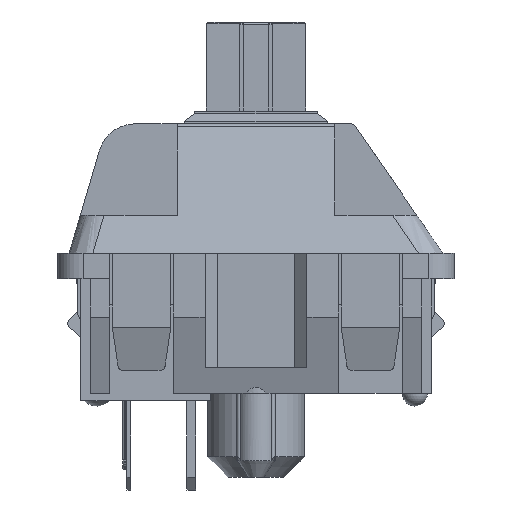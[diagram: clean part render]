
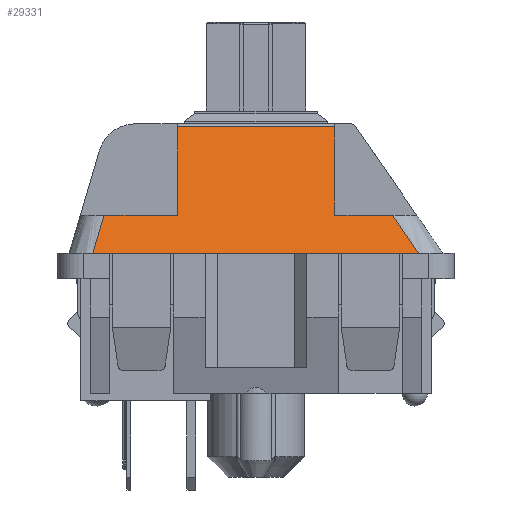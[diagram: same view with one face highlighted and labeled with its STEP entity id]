
A CAD part, left-side view. The second image highlights one B-rep face of the part: STEP entity #29331.
In plain terms, the highlighted free-form (B-spline) face has degree [1, 1] with [2, 2] control points.
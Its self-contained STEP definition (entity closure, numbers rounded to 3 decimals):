
#27199 = VERTEX_POINT('',#27200);
#27200 = CARTESIAN_POINT('',(-7.35,6.42,0.));
#27230 = EDGE_CURVE('',#27199,#27231,#27233,.T.);
#27231 = VERTEX_POINT('',#27232);
#27232 = CARTESIAN_POINT('',(-7.35,-6.398,0.));
#27233 = LINE('',#27234,#27235);
#27234 = CARTESIAN_POINT('',(-7.35,7.35,0.));
#27235 = VECTOR('',#27236,1.);
#27236 = DIRECTION('',(0.,-1.,0.));
#27963 = VERTEX_POINT('',#27964);
#27964 = CARTESIAN_POINT('',(-6.732,5.978,1.5));
#27994 = EDGE_CURVE('',#27963,#27199,#27995,.T.);
#27995 = B_SPLINE_CURVE_WITH_KNOTS('',3,(#27996,#27997,#27998,#27999,
    #28000,#28001,#28002,#28003),.UNSPECIFIED.,.F.,.F.,(4,2,2,4),(
    -0.458,-0.355,1.437,1.54),
  .UNSPECIFIED.);
#27996 = CARTESIAN_POINT('',(-6.654,5.922,
    1.69));
#27997 = CARTESIAN_POINT('',(-6.667,5.931,
    1.66));
#27998 = CARTESIAN_POINT('',(-6.679,5.94,
    1.629));
#27999 = CARTESIAN_POINT('',(-6.911,6.106,
    1.066));
#28000 = CARTESIAN_POINT('',(-7.131,6.263,
    0.533));
#28001 = CARTESIAN_POINT('',(-7.363,6.429,-0.031));
#28002 = CARTESIAN_POINT('',(-7.375,6.438,-0.061));
#28003 = CARTESIAN_POINT('',(-7.388,6.447,-0.092));
#28166 = VERTEX_POINT('',#28167);
#28167 = CARTESIAN_POINT('',(-6.732,3.1,1.5));
#28173 = EDGE_CURVE('',#27963,#28166,#28174,.T.);
#28174 = B_SPLINE_CURVE_WITH_KNOTS('',1,(#28175,#28176),.UNSPECIFIED.,
  .F.,.F.,(2,2),(0.,1.),.PIECEWISE_BEZIER_KNOTS.);
#28175 = CARTESIAN_POINT('',(-6.732,6.909,1.5));
#28176 = CARTESIAN_POINT('',(-6.732,3.1,1.5));
#29263 = VERTEX_POINT('',#29264);
#29264 = CARTESIAN_POINT('',(-6.732,-5.369,1.5));
#29296 = EDGE_CURVE('',#29263,#27231,#29297,.T.);
#29297 = B_SPLINE_CURVE_WITH_KNOTS('',3,(#29298,#29299,#29300,#29301,
    #29302,#29303,#29304,#29305),.UNSPECIFIED.,.F.,.F.,(4,2,2,4),(
    -0.627,-0.51,1.648,1.766),
  .UNSPECIFIED.);
#29298 = CARTESIAN_POINT('',(-6.695,-5.306,1.592));
#29299 = CARTESIAN_POINT('',(-6.707,-5.327,1.561));
#29300 = CARTESIAN_POINT('',(-6.72,-5.348,1.531));
#29301 = CARTESIAN_POINT('',(-6.964,-5.755,
    0.938));
#29302 = CARTESIAN_POINT('',(-7.195,-6.14,
    0.377));
#29303 = CARTESIAN_POINT('',(-7.439,-6.546,
    -0.216));
#29304 = CARTESIAN_POINT('',(-7.451,-6.567,
    -0.246));
#29305 = CARTESIAN_POINT('',(-7.464,-6.588,
    -0.277));
#29331 = ADVANCED_FACE('',(#29332),#29395,.T.);
#29332 = FACE_BOUND('',#29333,.T.);
#29333 = EDGE_LOOP('',(#29334,#29335,#29336,#29337,#29338,#29345,#29368,
    #29378));
#29334 = ORIENTED_EDGE('',*,*,#28173,.F.);
#29335 = ORIENTED_EDGE('',*,*,#27994,.T.);
#29336 = ORIENTED_EDGE('',*,*,#27230,.T.);
#29337 = ORIENTED_EDGE('',*,*,#29296,.F.);
#29338 = ORIENTED_EDGE('',*,*,#29339,.F.);
#29339 = EDGE_CURVE('',#29340,#29263,#29342,.T.);
#29340 = VERTEX_POINT('',#29341);
#29341 = CARTESIAN_POINT('',(-6.732,-3.1,1.5));
#29342 = B_SPLINE_CURVE_WITH_KNOTS('',1,(#29343,#29344),.UNSPECIFIED.,
  .F.,.F.,(2,2),(0.,1.),.PIECEWISE_BEZIER_KNOTS.);
#29343 = CARTESIAN_POINT('',(-6.732,-3.1,1.5));
#29344 = CARTESIAN_POINT('',(-6.732,-6.321,1.5));
#29345 = ORIENTED_EDGE('',*,*,#29346,.F.);
#29346 = EDGE_CURVE('',#29347,#29340,#29349,.T.);
#29347 = VERTEX_POINT('',#29348);
#29348 = CARTESIAN_POINT('',(-5.301,-3.1,
    4.976));
#29349 = B_SPLINE_CURVE_WITH_KNOTS('',5,(#29350,#29351,#29352,#29353,
    #29354,#29355,#29356,#29357,#29358,#29359,#29360,#29361,#29362,
    #29363,#29364,#29365,#29366,#29367),.UNSPECIFIED.,.F.,.F.,(6,4,4,4,6
    ),(0.,0.273,0.525,0.767,1.),
  .UNSPECIFIED.);
#29350 = CARTESIAN_POINT('',(-5.25,-3.1,5.1));
#29351 = CARTESIAN_POINT('',(-5.351,-3.1,4.855));
#29352 = CARTESIAN_POINT('',(-5.454,-3.1,4.605));
#29353 = CARTESIAN_POINT('',(-5.56,-3.1,4.348));
#29354 = CARTESIAN_POINT('',(-5.667,-3.1,4.086));
#29355 = CARTESIAN_POINT('',(-5.879,-3.1,3.572));
#29356 = CARTESIAN_POINT('',(-5.983,-3.1,3.32));
#29357 = CARTESIAN_POINT('',(-6.088,-3.1,3.065));
#29358 = CARTESIAN_POINT('',(-6.195,-3.1,2.806));
#29359 = CARTESIAN_POINT('',(-6.406,-3.1,2.294));
#29360 = CARTESIAN_POINT('',(-6.51,-3.1,2.041));
#29361 = CARTESIAN_POINT('',(-6.615,-3.1,1.785));
#29362 = CARTESIAN_POINT('',(-6.721,-3.1,1.528));
#29363 = CARTESIAN_POINT('',(-6.931,-3.1,1.018));
#29364 = CARTESIAN_POINT('',(-7.035,-3.1,0.766));
#29365 = CARTESIAN_POINT('',(-7.139,-3.1,0.512));
#29366 = CARTESIAN_POINT('',(-7.244,-3.1,0.257));
#29367 = CARTESIAN_POINT('',(-7.35,-3.1,0.));
#29368 = ORIENTED_EDGE('',*,*,#29369,.T.);
#29369 = EDGE_CURVE('',#29347,#29370,#29372,.T.);
#29370 = VERTEX_POINT('',#29371);
#29371 = CARTESIAN_POINT('',(-5.301,3.1,
    4.976));
#29372 = B_SPLINE_CURVE_WITH_KNOTS('',2,(#29373,#29374,#29375,#29376,
    #29377),.UNSPECIFIED.,.F.,.F.,(3,1,1,3),(-0.379,
    0.,6.2,6.579),.UNSPECIFIED.);
#29373 = CARTESIAN_POINT('',(-5.301,-3.479,
    4.976));
#29374 = CARTESIAN_POINT('',(-5.301,-3.29,
    4.976));
#29375 = CARTESIAN_POINT('',(-5.301,0.,
    4.976));
#29376 = CARTESIAN_POINT('',(-5.301,3.29,
    4.976));
#29377 = CARTESIAN_POINT('',(-5.301,3.479,
    4.976));
#29378 = ORIENTED_EDGE('',*,*,#29379,.T.);
#29379 = EDGE_CURVE('',#29370,#28166,#29380,.T.);
#29380 = B_SPLINE_CURVE_WITH_KNOTS('',5,(#29381,#29382,#29383,#29384,
    #29385,#29386,#29387,#29388,#29389,#29390,#29391,#29392,#29393,
    #29394),.UNSPECIFIED.,.F.,.F.,(6,4,4,6),(0.,0.336,
    0.861,1.),.UNSPECIFIED.);
#29381 = CARTESIAN_POINT('',(-5.25,3.1,5.1));
#29382 = CARTESIAN_POINT('',(-5.391,3.1,4.757));
#29383 = CARTESIAN_POINT('',(-5.532,3.1,4.415));
#29384 = CARTESIAN_POINT('',(-5.673,3.1,4.072));
#29385 = CARTESIAN_POINT('',(-5.814,3.1,3.729));
#29386 = CARTESIAN_POINT('',(-6.176,3.1,2.851));
#29387 = CARTESIAN_POINT('',(-6.397,3.1,2.315));
#29388 = CARTESIAN_POINT('',(-6.617,3.1,1.78));
#29389 = CARTESIAN_POINT('',(-6.838,3.1,1.244));
#29390 = CARTESIAN_POINT('',(-7.116,3.1,0.567));
#29391 = CARTESIAN_POINT('',(-7.175,3.1,0.425));
#29392 = CARTESIAN_POINT('',(-7.233,3.1,0.284));
#29393 = CARTESIAN_POINT('',(-7.292,3.1,0.142));
#29394 = CARTESIAN_POINT('',(-7.35,3.1,0.));
#29395 = B_SPLINE_SURFACE_WITH_KNOTS('',1,1,(
    (#29396,#29397)
    ,(#29398,#29399
    )),.UNSPECIFIED.,.F.,.F.,.F.,(2,2),(2,2),(-14.7,0.),(0.,1.),
  .PIECEWISE_BEZIER_KNOTS.);
#29396 = CARTESIAN_POINT('',(-5.25,-3.85,5.1));
#29397 = CARTESIAN_POINT('',(-7.35,-7.35,0.));
#29398 = CARTESIAN_POINT('',(-5.25,5.85,5.1));
#29399 = CARTESIAN_POINT('',(-7.35,7.35,0.));
